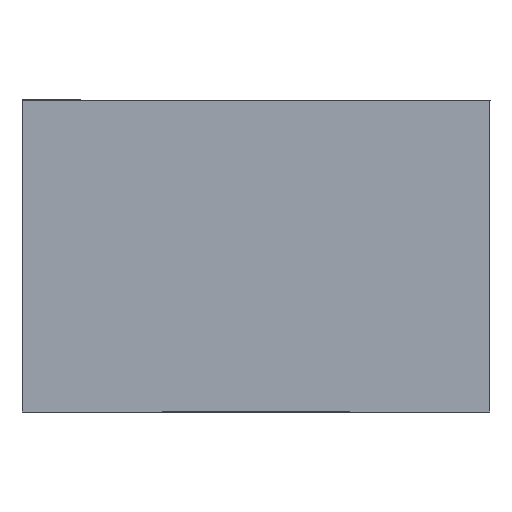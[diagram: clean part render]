
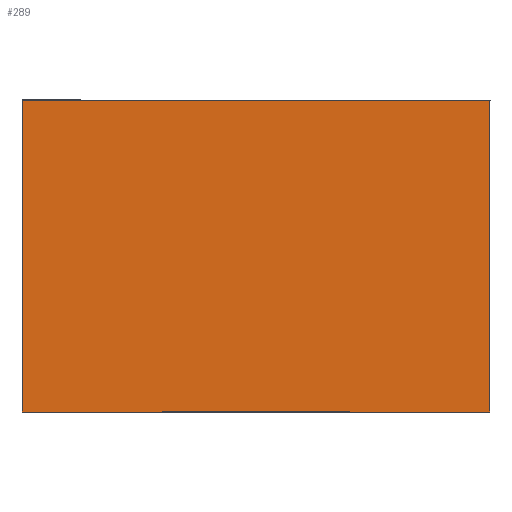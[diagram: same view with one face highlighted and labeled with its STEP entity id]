
A CAD part, left-side view. The second image highlights one B-rep face of the part: STEP entity #289.
In plain terms, the highlighted planar face has unit normal (-1, 0, 0).
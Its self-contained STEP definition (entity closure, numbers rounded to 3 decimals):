
#289 = ADVANCED_FACE( '', ( #589 ), #590, .F. );
#589 = FACE_OUTER_BOUND( '', #918, .T. );
#590 = PLANE( '', #919 );
#918 = EDGE_LOOP( '', ( #1788, #1789, #1790, #1791 ) );
#919 = AXIS2_PLACEMENT_3D( '', #1792, #1793, #1794 );
#1788 = ORIENTED_EDGE( '', *, *, #2341, .F. );
#1789 = ORIENTED_EDGE( '', *, *, #2253, .T. );
#1790 = ORIENTED_EDGE( '', *, *, #2243, .T. );
#1791 = ORIENTED_EDGE( '', *, *, #2342, .T. );
#1792 = CARTESIAN_POINT( '', ( -1.5, 1.5, 2. ) );
#1793 = DIRECTION( '', ( 1., 0., 0. ) );
#1794 = DIRECTION( '', ( 0., 0., -1. ) );
#2243 = EDGE_CURVE( '', #2722, #2720, #2723, .T. );
#2253 = EDGE_CURVE( '', #2735, #2722, #2738, .T. );
#2341 = EDGE_CURVE( '', #2735, #2851, #2852, .T. );
#2342 = EDGE_CURVE( '', #2720, #2851, #2853, .T. );
#2720 = VERTEX_POINT( '', #3653 );
#2722 = VERTEX_POINT( '', #3656 );
#2723 = LINE( '', #3657, #3658 );
#2735 = VERTEX_POINT( '', #3679 );
#2738 = LINE( '', #3684, #3685 );
#2851 = VERTEX_POINT( '', #3981 );
#2852 = LINE( '', #3982, #3983 );
#2853 = LINE( '', #3984, #3985 );
#3653 = CARTESIAN_POINT( '', ( -1.5, 1.5, 0. ) );
#3656 = CARTESIAN_POINT( '', ( -1.5, 1.5, 2. ) );
#3657 = CARTESIAN_POINT( '', ( -1.5, 1.5, 2. ) );
#3658 = VECTOR( '', #4124, 1000. );
#3679 = CARTESIAN_POINT( '', ( -1.5, -1.5, 2. ) );
#3684 = CARTESIAN_POINT( '', ( -1.5, -1.5, 2. ) );
#3685 = VECTOR( '', #4130, 1000. );
#3981 = CARTESIAN_POINT( '', ( -1.5, -1.5, 0. ) );
#3982 = CARTESIAN_POINT( '', ( -1.5, -1.5, 2. ) );
#3983 = VECTOR( '', #4151, 1000. );
#3984 = CARTESIAN_POINT( '', ( -1.5, 1.5, 0. ) );
#3985 = VECTOR( '', #4152, 1000. );
#4124 = DIRECTION( '', ( 0., 0., -1. ) );
#4130 = DIRECTION( '', ( 0., 1., 0. ) );
#4151 = DIRECTION( '', ( 0., 0., -1. ) );
#4152 = DIRECTION( '', ( 0., -1., 0. ) );
